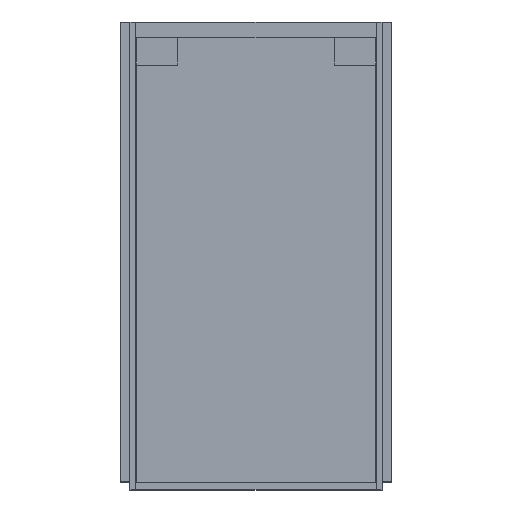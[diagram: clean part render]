
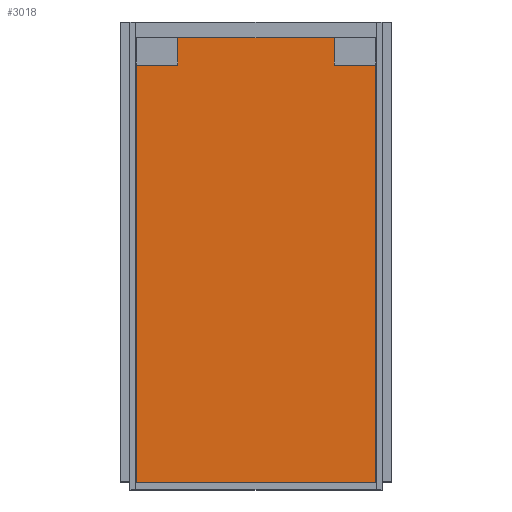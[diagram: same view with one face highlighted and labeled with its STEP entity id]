
A CAD part, top view. The second image highlights one B-rep face of the part: STEP entity #3018.
In plain terms, the highlighted planar face has unit normal (0, 0, 1).
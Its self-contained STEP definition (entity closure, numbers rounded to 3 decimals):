
#2113 = PLANE('',#2114);
#2114 = AXIS2_PLACEMENT_3D('',#2115,#2116,#2117);
#2115 = CARTESIAN_POINT('',(17.3,-29.4,-2.));
#2116 = DIRECTION('',(0.,-1.,0.));
#2117 = DIRECTION('',(-1.,0.,0.));
#2318 = PLANE('',#2319);
#2319 = AXIS2_PLACEMENT_3D('',#2320,#2321,#2322);
#2320 = CARTESIAN_POINT('',(-15.3,-29.4,2.));
#2321 = DIRECTION('',(-1.,0.,0.));
#2322 = DIRECTION('',(0.,1.,0.));
#2397 = PLANE('',#2398);
#2398 = AXIS2_PLACEMENT_3D('',#2399,#2400,#2401);
#2399 = CARTESIAN_POINT('',(-15.3,27.4,2.));
#2400 = DIRECTION('',(0.,1.,0.));
#2401 = DIRECTION('',(1.,0.,0.));
#2476 = PLANE('',#2477);
#2477 = AXIS2_PLACEMENT_3D('',#2478,#2479,#2480);
#2478 = CARTESIAN_POINT('',(15.3,27.4,2.));
#2479 = DIRECTION('',(1.,0.,0.));
#2480 = DIRECTION('',(0.,-1.,0.));
#2515 = VERTEX_POINT('',#2516);
#2516 = CARTESIAN_POINT('',(15.3,-29.4,2.));
#2537 = EDGE_CURVE('',#2515,#2538,#2540,.T.);
#2538 = VERTEX_POINT('',#2539);
#2539 = CARTESIAN_POINT('',(-15.3,-29.4,2.));
#2540 = SURFACE_CURVE('',#2541,(#2545,#2552),.PCURVE_S1.);
#2541 = LINE('',#2542,#2543);
#2542 = CARTESIAN_POINT('',(17.3,-29.4,2.));
#2543 = VECTOR('',#2544,1.);
#2544 = DIRECTION('',(-1.,0.,0.));
#2545 = PCURVE('',#2113,#2546);
#2546 = DEFINITIONAL_REPRESENTATION('',(#2547),#2551);
#2547 = LINE('',#2548,#2549);
#2548 = CARTESIAN_POINT('',(0.,-4.));
#2549 = VECTOR('',#2550,1.);
#2550 = DIRECTION('',(1.,0.));
#2551 = ( GEOMETRIC_REPRESENTATION_CONTEXT(2) 
PARAMETRIC_REPRESENTATION_CONTEXT() REPRESENTATION_CONTEXT('2D SPACE',''
  ) );
#2552 = PCURVE('',#2553,#2558);
#2553 = PLANE('',#2554);
#2554 = AXIS2_PLACEMENT_3D('',#2555,#2556,#2557);
#2555 = CARTESIAN_POINT('',(0.,0.,2.));
#2556 = DIRECTION('',(0.,0.,-1.));
#2557 = DIRECTION('',(-1.,0.,0.));
#2558 = DEFINITIONAL_REPRESENTATION('',(#2559),#2563);
#2559 = LINE('',#2560,#2561);
#2560 = CARTESIAN_POINT('',(-17.3,-29.4));
#2561 = VECTOR('',#2562,1.);
#2562 = DIRECTION('',(1.,0.));
#2563 = ( GEOMETRIC_REPRESENTATION_CONTEXT(2) 
PARAMETRIC_REPRESENTATION_CONTEXT() REPRESENTATION_CONTEXT('2D SPACE',''
  ) );
#2645 = EDGE_CURVE('',#2538,#2646,#2648,.T.);
#2646 = VERTEX_POINT('',#2647);
#2647 = CARTESIAN_POINT('',(-15.3,27.4,2.));
#2648 = SURFACE_CURVE('',#2649,(#2653,#2660),.PCURVE_S1.);
#2649 = LINE('',#2650,#2651);
#2650 = CARTESIAN_POINT('',(-15.3,-29.4,2.));
#2651 = VECTOR('',#2652,1.);
#2652 = DIRECTION('',(0.,1.,0.));
#2653 = PCURVE('',#2318,#2654);
#2654 = DEFINITIONAL_REPRESENTATION('',(#2655),#2659);
#2655 = LINE('',#2656,#2657);
#2656 = CARTESIAN_POINT('',(0.,0.));
#2657 = VECTOR('',#2658,1.);
#2658 = DIRECTION('',(1.,0.));
#2659 = ( GEOMETRIC_REPRESENTATION_CONTEXT(2) 
PARAMETRIC_REPRESENTATION_CONTEXT() REPRESENTATION_CONTEXT('2D SPACE',''
  ) );
#2660 = PCURVE('',#2553,#2661);
#2661 = DEFINITIONAL_REPRESENTATION('',(#2662),#2666);
#2662 = LINE('',#2663,#2664);
#2663 = CARTESIAN_POINT('',(15.3,-29.4));
#2664 = VECTOR('',#2665,1.);
#2665 = DIRECTION('',(0.,1.));
#2666 = ( GEOMETRIC_REPRESENTATION_CONTEXT(2) 
PARAMETRIC_REPRESENTATION_CONTEXT() REPRESENTATION_CONTEXT('2D SPACE',''
  ) );
#2750 = EDGE_CURVE('',#2751,#2515,#2753,.T.);
#2751 = VERTEX_POINT('',#2752);
#2752 = CARTESIAN_POINT('',(15.3,27.4,2.));
#2753 = SURFACE_CURVE('',#2754,(#2758,#2765),.PCURVE_S1.);
#2754 = LINE('',#2755,#2756);
#2755 = CARTESIAN_POINT('',(15.3,27.4,2.));
#2756 = VECTOR('',#2757,1.);
#2757 = DIRECTION('',(0.,-1.,0.));
#2758 = PCURVE('',#2476,#2759);
#2759 = DEFINITIONAL_REPRESENTATION('',(#2760),#2764);
#2760 = LINE('',#2761,#2762);
#2761 = CARTESIAN_POINT('',(0.,0.));
#2762 = VECTOR('',#2763,1.);
#2763 = DIRECTION('',(1.,0.));
#2764 = ( GEOMETRIC_REPRESENTATION_CONTEXT(2) 
PARAMETRIC_REPRESENTATION_CONTEXT() REPRESENTATION_CONTEXT('2D SPACE',''
  ) );
#2765 = PCURVE('',#2553,#2766);
#2766 = DEFINITIONAL_REPRESENTATION('',(#2767),#2771);
#2767 = LINE('',#2768,#2769);
#2768 = CARTESIAN_POINT('',(-15.3,27.4));
#2769 = VECTOR('',#2770,1.);
#2770 = DIRECTION('',(0.,-1.));
#2771 = ( GEOMETRIC_REPRESENTATION_CONTEXT(2) 
PARAMETRIC_REPRESENTATION_CONTEXT() REPRESENTATION_CONTEXT('2D SPACE',''
  ) );
#2953 = EDGE_CURVE('',#2646,#2751,#2954,.T.);
#2954 = SURFACE_CURVE('',#2955,(#2959,#2966),.PCURVE_S1.);
#2955 = LINE('',#2956,#2957);
#2956 = CARTESIAN_POINT('',(-15.3,27.4,2.));
#2957 = VECTOR('',#2958,1.);
#2958 = DIRECTION('',(1.,0.,0.));
#2959 = PCURVE('',#2397,#2960);
#2960 = DEFINITIONAL_REPRESENTATION('',(#2961),#2965);
#2961 = LINE('',#2962,#2963);
#2962 = CARTESIAN_POINT('',(0.,0.));
#2963 = VECTOR('',#2964,1.);
#2964 = DIRECTION('',(1.,0.));
#2965 = ( GEOMETRIC_REPRESENTATION_CONTEXT(2) 
PARAMETRIC_REPRESENTATION_CONTEXT() REPRESENTATION_CONTEXT('2D SPACE',''
  ) );
#2966 = PCURVE('',#2553,#2967);
#2967 = DEFINITIONAL_REPRESENTATION('',(#2968),#2972);
#2968 = LINE('',#2969,#2970);
#2969 = CARTESIAN_POINT('',(15.3,27.4));
#2970 = VECTOR('',#2971,1.);
#2971 = DIRECTION('',(-1.,0.));
#2972 = ( GEOMETRIC_REPRESENTATION_CONTEXT(2) 
PARAMETRIC_REPRESENTATION_CONTEXT() REPRESENTATION_CONTEXT('2D SPACE',''
  ) );
#3018 = ADVANCED_FACE('',(#3019),#2553,.F.);
#3019 = FACE_BOUND('',#3020,.F.);
#3020 = EDGE_LOOP('',(#3021,#3022,#3023,#3024));
#3021 = ORIENTED_EDGE('',*,*,#2537,.T.);
#3022 = ORIENTED_EDGE('',*,*,#2645,.T.);
#3023 = ORIENTED_EDGE('',*,*,#2953,.T.);
#3024 = ORIENTED_EDGE('',*,*,#2750,.T.);
